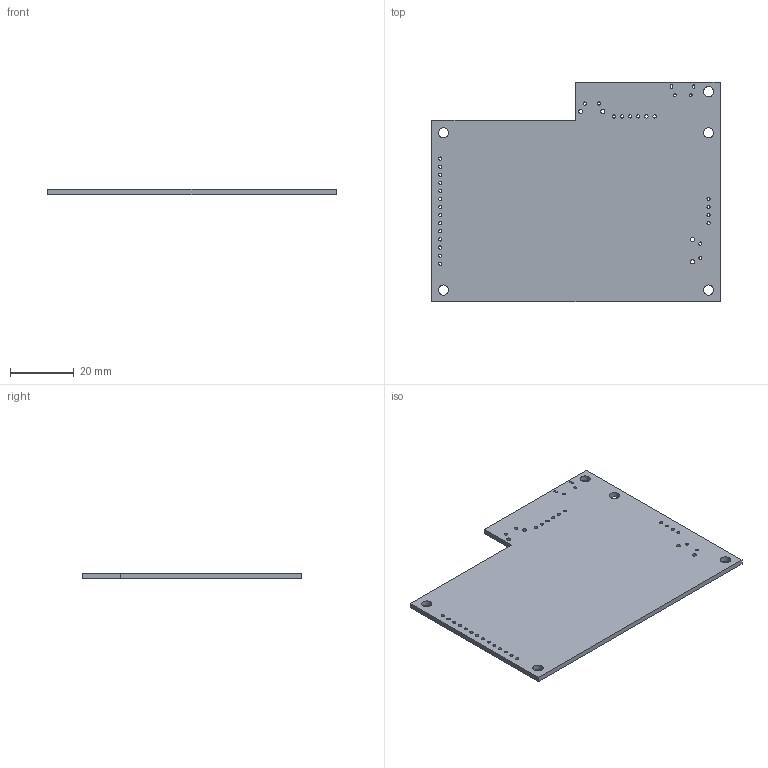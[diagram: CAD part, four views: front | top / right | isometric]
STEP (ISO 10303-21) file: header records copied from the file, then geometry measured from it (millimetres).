
FILE_DESCRIPTION(('KiCad electronic assembly'),'2;1');
FILE_NAME('esp32_display.step','2022-01-03T12:03:51',('Pcbnew'),('Kicad' ),'Open CASCADE STEP processor 7.5','KiCad to STEP converter', 'Unknown');
FILE_SCHEMA(('AUTOMOTIVE_DESIGN { 1 0 10303 214 1 1 1 1 }'));
Length unit declared in the file: millimetre
Products named in the file (2): esp32_display 1; _autosave-esp32_display PCB
Assembly tree (1 placements, depth 2):
  esp32_display 1
    _autosave-esp32_display PCB
Bounding box: 90.5 x 69 x 1.6 mm (x, y, z)
Volume: 9015.2 mm3; surface area: 12045.6 mm2
Topology: 1 solids, 1 shells, 55 faces, 159 edges, 106 vertices
Faces by surface type: cylinder 43, plane 12
Full cylindrical faces by diameter (mm): 0.85 x2, 0.99 x4, 1 x24, 1.3 x4, 3.2 x5
Entity records: 4137 total; most frequent: DIRECTION 677, CARTESIAN_POINT 640, ORIENTED_EDGE 318, PCURVE 318, DEFINITIONAL_REPRESENTATION 318, LINE 305, VECTOR 305, CIRCLE 172
